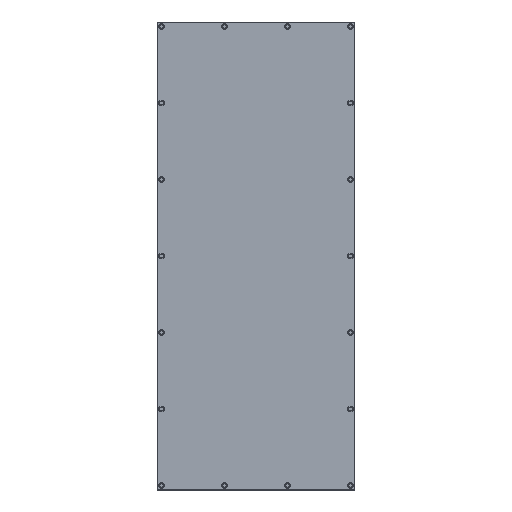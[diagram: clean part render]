
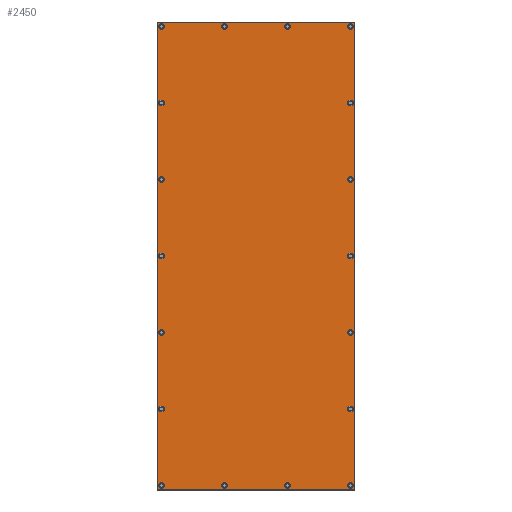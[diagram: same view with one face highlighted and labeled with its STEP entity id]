
A CAD part, top view. The second image highlights one B-rep face of the part: STEP entity #2450.
In plain terms, the highlighted planar face has unit normal (0, 0, 1).
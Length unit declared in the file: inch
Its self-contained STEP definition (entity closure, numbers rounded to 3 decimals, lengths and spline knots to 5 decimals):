
#173=LINE('',#3708,#302);
#177=LINE('',#3716,#306);
#180=LINE('',#3722,#309);
#183=LINE('',#3727,#312);
#302=VECTOR('',#2991,52.);
#306=VECTOR('',#2997,22.);
#309=VECTOR('',#3002,52.);
#312=VECTOR('',#3007,22.);
#435=PLANE('',#2635);
#521=FACE_BOUND('',#827,.T.);
#522=FACE_BOUND('',#828,.T.);
#523=FACE_BOUND('',#829,.T.);
#524=FACE_BOUND('',#830,.T.);
#525=FACE_BOUND('',#831,.T.);
#526=FACE_BOUND('',#832,.T.);
#527=FACE_BOUND('',#833,.T.);
#528=FACE_BOUND('',#834,.T.);
#529=FACE_BOUND('',#835,.T.);
#530=FACE_BOUND('',#836,.T.);
#531=FACE_BOUND('',#837,.T.);
#532=FACE_BOUND('',#838,.T.);
#533=FACE_BOUND('',#839,.T.);
#534=FACE_BOUND('',#840,.T.);
#535=FACE_BOUND('',#841,.T.);
#536=FACE_BOUND('',#842,.T.);
#537=FACE_BOUND('',#843,.T.);
#538=FACE_BOUND('',#844,.T.);
#667=FACE_OUTER_BOUND('',#826,.T.);
#826=EDGE_LOOP('',(#1756,#1757,#1758,#1759));
#827=EDGE_LOOP('',(#1760));
#828=EDGE_LOOP('',(#1761));
#829=EDGE_LOOP('',(#1762));
#830=EDGE_LOOP('',(#1763));
#831=EDGE_LOOP('',(#1764));
#832=EDGE_LOOP('',(#1765));
#833=EDGE_LOOP('',(#1766));
#834=EDGE_LOOP('',(#1767));
#835=EDGE_LOOP('',(#1768));
#836=EDGE_LOOP('',(#1769));
#837=EDGE_LOOP('',(#1770));
#838=EDGE_LOOP('',(#1771));
#839=EDGE_LOOP('',(#1772));
#840=EDGE_LOOP('',(#1773));
#841=EDGE_LOOP('',(#1774));
#842=EDGE_LOOP('',(#1775));
#843=EDGE_LOOP('',(#1776));
#844=EDGE_LOOP('',(#1777));
#1069=CIRCLE('',#2578,0.14063);
#1071=CIRCLE('',#2581,0.14063);
#1073=CIRCLE('',#2584,0.14063);
#1075=CIRCLE('',#2587,0.14063);
#1077=CIRCLE('',#2590,0.14063);
#1079=CIRCLE('',#2593,0.14063);
#1081=CIRCLE('',#2596,0.14063);
#1083=CIRCLE('',#2599,0.14063);
#1085=CIRCLE('',#2602,0.14063);
#1087=CIRCLE('',#2605,0.14063);
#1089=CIRCLE('',#2608,0.14063);
#1091=CIRCLE('',#2611,0.14063);
#1093=CIRCLE('',#2614,0.14063);
#1095=CIRCLE('',#2617,0.14063);
#1097=CIRCLE('',#2620,0.14063);
#1099=CIRCLE('',#2623,0.14063);
#1101=CIRCLE('',#2626,0.14063);
#1103=CIRCLE('',#2629,0.14063);
#1199=VERTEX_POINT('',#3616);
#1201=VERTEX_POINT('',#3621);
#1203=VERTEX_POINT('',#3626);
#1205=VERTEX_POINT('',#3631);
#1207=VERTEX_POINT('',#3636);
#1209=VERTEX_POINT('',#3641);
#1211=VERTEX_POINT('',#3646);
#1213=VERTEX_POINT('',#3651);
#1215=VERTEX_POINT('',#3656);
#1217=VERTEX_POINT('',#3661);
#1219=VERTEX_POINT('',#3666);
#1221=VERTEX_POINT('',#3671);
#1223=VERTEX_POINT('',#3676);
#1225=VERTEX_POINT('',#3681);
#1227=VERTEX_POINT('',#3686);
#1229=VERTEX_POINT('',#3691);
#1231=VERTEX_POINT('',#3696);
#1233=VERTEX_POINT('',#3701);
#1235=VERTEX_POINT('',#3706);
#1236=VERTEX_POINT('',#3707);
#1239=VERTEX_POINT('',#3715);
#1241=VERTEX_POINT('',#3721);
#1419=EDGE_CURVE('',#1199,#1199,#1069,.T.);
#1421=EDGE_CURVE('',#1201,#1201,#1071,.T.);
#1423=EDGE_CURVE('',#1203,#1203,#1073,.T.);
#1425=EDGE_CURVE('',#1205,#1205,#1075,.T.);
#1427=EDGE_CURVE('',#1207,#1207,#1077,.T.);
#1429=EDGE_CURVE('',#1209,#1209,#1079,.T.);
#1431=EDGE_CURVE('',#1211,#1211,#1081,.T.);
#1433=EDGE_CURVE('',#1213,#1213,#1083,.T.);
#1435=EDGE_CURVE('',#1215,#1215,#1085,.T.);
#1437=EDGE_CURVE('',#1217,#1217,#1087,.T.);
#1439=EDGE_CURVE('',#1219,#1219,#1089,.T.);
#1441=EDGE_CURVE('',#1221,#1221,#1091,.T.);
#1443=EDGE_CURVE('',#1223,#1223,#1093,.T.);
#1445=EDGE_CURVE('',#1225,#1225,#1095,.T.);
#1447=EDGE_CURVE('',#1227,#1227,#1097,.T.);
#1449=EDGE_CURVE('',#1229,#1229,#1099,.T.);
#1451=EDGE_CURVE('',#1231,#1231,#1101,.T.);
#1453=EDGE_CURVE('',#1233,#1233,#1103,.T.);
#1455=EDGE_CURVE('',#1235,#1236,#173,.T.);
#1459=EDGE_CURVE('',#1236,#1239,#177,.T.);
#1462=EDGE_CURVE('',#1239,#1241,#180,.T.);
#1465=EDGE_CURVE('',#1241,#1235,#183,.T.);
#1756=ORIENTED_EDGE('',*,*,#1455,.F.);
#1757=ORIENTED_EDGE('',*,*,#1465,.F.);
#1758=ORIENTED_EDGE('',*,*,#1462,.F.);
#1759=ORIENTED_EDGE('',*,*,#1459,.F.);
#1760=ORIENTED_EDGE('',*,*,#1419,.T.);
#1761=ORIENTED_EDGE('',*,*,#1421,.T.);
#1762=ORIENTED_EDGE('',*,*,#1423,.T.);
#1763=ORIENTED_EDGE('',*,*,#1425,.T.);
#1764=ORIENTED_EDGE('',*,*,#1427,.T.);
#1765=ORIENTED_EDGE('',*,*,#1429,.T.);
#1766=ORIENTED_EDGE('',*,*,#1431,.T.);
#1767=ORIENTED_EDGE('',*,*,#1433,.T.);
#1768=ORIENTED_EDGE('',*,*,#1435,.T.);
#1769=ORIENTED_EDGE('',*,*,#1437,.T.);
#1770=ORIENTED_EDGE('',*,*,#1439,.T.);
#1771=ORIENTED_EDGE('',*,*,#1441,.T.);
#1772=ORIENTED_EDGE('',*,*,#1443,.T.);
#1773=ORIENTED_EDGE('',*,*,#1445,.T.);
#1774=ORIENTED_EDGE('',*,*,#1447,.T.);
#1775=ORIENTED_EDGE('',*,*,#1449,.T.);
#1776=ORIENTED_EDGE('',*,*,#1451,.T.);
#1777=ORIENTED_EDGE('',*,*,#1453,.T.);
#2450=ADVANCED_FACE('',(#667,#521,#522,#523,#524,#525,#526,#527,#528,#529,
#530,#531,#532,#533,#534,#535,#536,#537,#538),#435,.T.);
#2578=AXIS2_PLACEMENT_3D('',#3617,#2883,#2884);
#2581=AXIS2_PLACEMENT_3D('',#3622,#2889,#2890);
#2584=AXIS2_PLACEMENT_3D('',#3627,#2895,#2896);
#2587=AXIS2_PLACEMENT_3D('',#3632,#2901,#2902);
#2590=AXIS2_PLACEMENT_3D('',#3637,#2907,#2908);
#2593=AXIS2_PLACEMENT_3D('',#3642,#2913,#2914);
#2596=AXIS2_PLACEMENT_3D('',#3647,#2919,#2920);
#2599=AXIS2_PLACEMENT_3D('',#3652,#2925,#2926);
#2602=AXIS2_PLACEMENT_3D('',#3657,#2931,#2932);
#2605=AXIS2_PLACEMENT_3D('',#3662,#2937,#2938);
#2608=AXIS2_PLACEMENT_3D('',#3667,#2943,#2944);
#2611=AXIS2_PLACEMENT_3D('',#3672,#2949,#2950);
#2614=AXIS2_PLACEMENT_3D('',#3677,#2955,#2956);
#2617=AXIS2_PLACEMENT_3D('',#3682,#2961,#2962);
#2620=AXIS2_PLACEMENT_3D('',#3687,#2967,#2968);
#2623=AXIS2_PLACEMENT_3D('',#3692,#2973,#2974);
#2626=AXIS2_PLACEMENT_3D('',#3697,#2979,#2980);
#2629=AXIS2_PLACEMENT_3D('',#3702,#2985,#2986);
#2635=AXIS2_PLACEMENT_3D('',#3729,#3009,#3010);
#2883=DIRECTION('center_axis',(0.,0.,-1.));
#2884=DIRECTION('ref_axis',(1.,0.,0.));
#2889=DIRECTION('center_axis',(0.,0.,-1.));
#2890=DIRECTION('ref_axis',(1.,0.,0.));
#2895=DIRECTION('center_axis',(0.,0.,-1.));
#2896=DIRECTION('ref_axis',(1.,0.,0.));
#2901=DIRECTION('center_axis',(0.,0.,-1.));
#2902=DIRECTION('ref_axis',(1.,0.,0.));
#2907=DIRECTION('center_axis',(0.,0.,-1.));
#2908=DIRECTION('ref_axis',(1.,0.,0.));
#2913=DIRECTION('center_axis',(0.,0.,-1.));
#2914=DIRECTION('ref_axis',(1.,0.,0.));
#2919=DIRECTION('center_axis',(0.,0.,-1.));
#2920=DIRECTION('ref_axis',(1.,0.,0.));
#2925=DIRECTION('center_axis',(0.,0.,-1.));
#2926=DIRECTION('ref_axis',(1.,0.,0.));
#2931=DIRECTION('center_axis',(0.,0.,-1.));
#2932=DIRECTION('ref_axis',(1.,0.,0.));
#2937=DIRECTION('center_axis',(0.,0.,-1.));
#2938=DIRECTION('ref_axis',(1.,0.,0.));
#2943=DIRECTION('center_axis',(0.,0.,-1.));
#2944=DIRECTION('ref_axis',(1.,0.,0.));
#2949=DIRECTION('center_axis',(0.,0.,-1.));
#2950=DIRECTION('ref_axis',(1.,0.,0.));
#2955=DIRECTION('center_axis',(0.,0.,-1.));
#2956=DIRECTION('ref_axis',(1.,0.,0.));
#2961=DIRECTION('center_axis',(0.,0.,-1.));
#2962=DIRECTION('ref_axis',(1.,0.,0.));
#2967=DIRECTION('center_axis',(0.,0.,-1.));
#2968=DIRECTION('ref_axis',(1.,0.,0.));
#2973=DIRECTION('center_axis',(0.,0.,-1.));
#2974=DIRECTION('ref_axis',(1.,0.,0.));
#2979=DIRECTION('center_axis',(0.,0.,-1.));
#2980=DIRECTION('ref_axis',(1.,0.,0.));
#2985=DIRECTION('center_axis',(0.,0.,-1.));
#2986=DIRECTION('ref_axis',(1.,0.,0.));
#2991=DIRECTION('',(0.,-1.,0.));
#2997=DIRECTION('',(-1.,0.,0.));
#3002=DIRECTION('',(0.,1.,0.));
#3007=DIRECTION('',(1.,0.,0.));
#3009=DIRECTION('center_axis',(0.,0.,1.));
#3010=DIRECTION('ref_axis',(1.,0.,0.));
#3616=CARTESIAN_POINT('',(10.64063,-25.5,0.125));
#3617=CARTESIAN_POINT('Origin',(10.5,-25.5,0.125));
#3621=CARTESIAN_POINT('',(3.64063,-25.5,0.125));
#3622=CARTESIAN_POINT('Origin',(3.5,-25.5,0.125));
#3626=CARTESIAN_POINT('',(-3.35938,-25.5,0.125));
#3627=CARTESIAN_POINT('Origin',(-3.5,-25.5,0.125));
#3631=CARTESIAN_POINT('',(-10.35938,-25.5,0.125));
#3632=CARTESIAN_POINT('Origin',(-10.5,-25.5,0.125));
#3636=CARTESIAN_POINT('',(10.64063,-17.,0.125));
#3637=CARTESIAN_POINT('Origin',(10.5,-17.,0.125));
#3641=CARTESIAN_POINT('',(-10.35938,-17.,0.125));
#3642=CARTESIAN_POINT('Origin',(-10.5,-17.,0.125));
#3646=CARTESIAN_POINT('',(10.64063,-8.5,0.125));
#3647=CARTESIAN_POINT('Origin',(10.5,-8.5,0.125));
#3651=CARTESIAN_POINT('',(-10.35938,-8.5,0.125));
#3652=CARTESIAN_POINT('Origin',(-10.5,-8.5,0.125));
#3656=CARTESIAN_POINT('',(10.64063,0.,0.125));
#3657=CARTESIAN_POINT('Origin',(10.5,0.,0.125));
#3661=CARTESIAN_POINT('',(-10.35938,0.,0.125));
#3662=CARTESIAN_POINT('Origin',(-10.5,0.,0.125));
#3666=CARTESIAN_POINT('',(10.64063,8.5,0.125));
#3667=CARTESIAN_POINT('Origin',(10.5,8.5,0.125));
#3671=CARTESIAN_POINT('',(-10.35938,8.5,0.125));
#3672=CARTESIAN_POINT('Origin',(-10.5,8.5,0.125));
#3676=CARTESIAN_POINT('',(10.64063,17.,0.125));
#3677=CARTESIAN_POINT('Origin',(10.5,17.,0.125));
#3681=CARTESIAN_POINT('',(-10.35938,17.,0.125));
#3682=CARTESIAN_POINT('Origin',(-10.5,17.,0.125));
#3686=CARTESIAN_POINT('',(10.64063,25.5,0.125));
#3687=CARTESIAN_POINT('Origin',(10.5,25.5,0.125));
#3691=CARTESIAN_POINT('',(3.64062,25.5,0.125));
#3692=CARTESIAN_POINT('Origin',(3.5,25.5,0.125));
#3696=CARTESIAN_POINT('',(-3.35938,25.5,0.125));
#3697=CARTESIAN_POINT('Origin',(-3.5,25.5,0.125));
#3701=CARTESIAN_POINT('',(-10.35938,25.5,0.125));
#3702=CARTESIAN_POINT('Origin',(-10.5,25.5,0.125));
#3706=CARTESIAN_POINT('',(11.,26.,0.125));
#3707=CARTESIAN_POINT('',(11.,-26.,0.125));
#3708=CARTESIAN_POINT('',(11.,26.,0.125));
#3715=CARTESIAN_POINT('',(-11.,-26.,0.125));
#3716=CARTESIAN_POINT('',(11.,-26.,0.125));
#3721=CARTESIAN_POINT('',(-11.,26.,0.125));
#3722=CARTESIAN_POINT('',(-11.,-26.,0.125));
#3727=CARTESIAN_POINT('',(-11.,26.,0.125));
#3729=CARTESIAN_POINT('Origin',(0.,0.,0.125));
